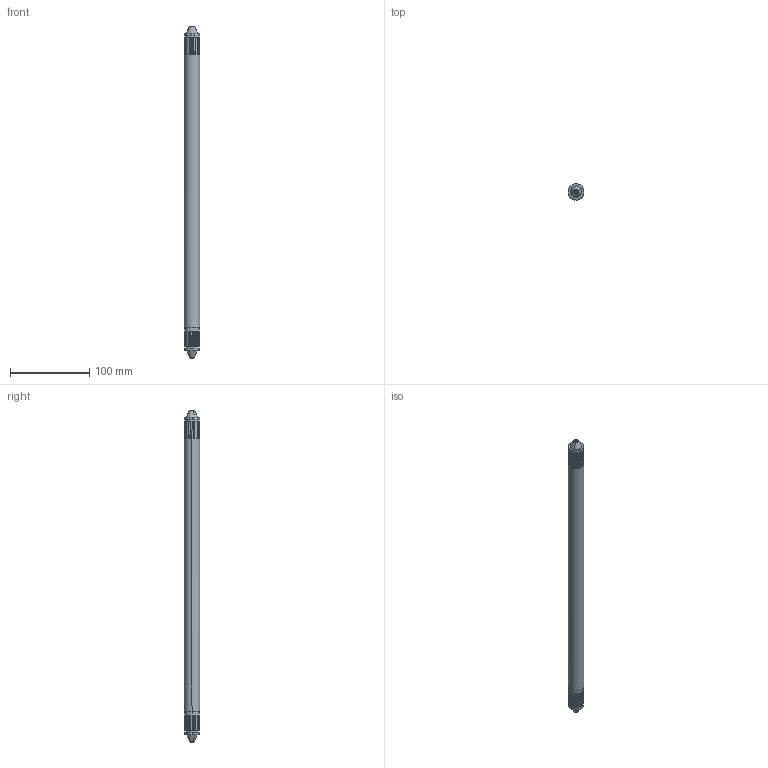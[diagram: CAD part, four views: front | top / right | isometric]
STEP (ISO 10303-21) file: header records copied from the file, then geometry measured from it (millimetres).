
FILE_DESCRIPTION(('CATIA V5 STEP Exchange'),'2;1');
FILE_NAME('SHAFT.stp','2021-02-10T03:36:30+00:00',('none'),('none'),'CATIA Version 5 Release 21 GA (IN-10)','CATIA V5 STEP AP203','none');
FILE_SCHEMA(('CONFIG_CONTROL_DESIGN'));
Length unit declared in the file: millimetre
Products named in the file (1): SHAFT
Bounding box: 20 x 20 x 418.25 mm (x, y, z)
Volume: 85929.4 mm3; surface area: 41640.3 mm2
Topology: 1 solids, 1 shells, 203 faces, 530 edges, 336 vertices
Faces by surface type: plane 153, cylinder 38, cone 4, revolution 4, torus 4
Entity records: 5314 total; most frequent: ORIENTED_EDGE 1060, CARTESIAN_POINT 942, DIRECTION 616, EDGE_CURVE 530, VERTEX_POINT 336, VECTOR 306, LINE 306, AXIS2_PLACEMENT_3D 264
